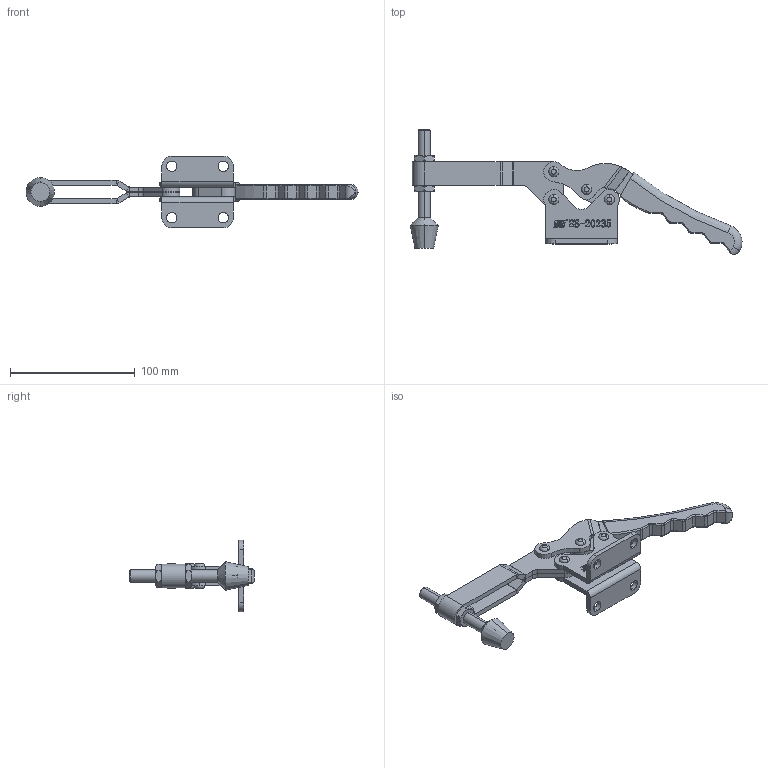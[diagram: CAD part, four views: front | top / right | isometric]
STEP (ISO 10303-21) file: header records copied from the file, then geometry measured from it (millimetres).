
FILE_DESCRIPTION (( 'STEP AP203' ), '1' );
FILE_NAME ('HS-20235 装配体.STEP', '2018-12-07T03:32:19', ( 'PCOS' ), ( '微软中国' ), 'SwSTEP 2.0', 'SolidWorks 2012', '' );
FILE_SCHEMA (( 'CONFIG_CONTROL_DESIGN' ));
Length unit declared in the file: millimetre
Products named in the file (11): HS-20235 蚾饜极; 忒參; hex thin nuts-grades ab-chamfered gb_GB_FASTENER_NUT_STNAB M10-N; hexagon head bolts-full thread gb_GB_FASTENER_BOLT_STBAB A M10X80-N; 蟀裝; 揤輸; 揤參; 种; 忒梟酘; 忒梟衵; 楊擘菁釱
Assembly tree (15 placements, depth 2):
  HS-20235 蚾饜极
    楊擘菁釱  x2
    忒梟衵
    忒梟酘
    种  x4
    揤參
    揤輸
    蟀裝
    hexagon head bolts-full thread gb_GB_FASTENER_BOLT_STBAB A M10X80-N
    hex thin nuts-grades ab-chamfered gb_GB_FASTENER_NUT_STNAB M10-N  x2
    忒參
Bounding box: 266.16 x 99.8 x 57.2 mm (x, y, z)
Volume: 97183.1 mm3; surface area: 52631.8 mm2
Topology: 15 solids, 15 shells, 1086 faces, 2832 edges, 1838 vertices
Faces by surface type: plane 499, bspline 312, cylinder 205, torus 40, cone 30
Entity records: 27827 total; most frequent: CARTESIAN_POINT 11414, ORIENTED_EDGE 3374, DIRECTION 2704, EDGE_CURVE 1687, VERTEX_POINT 1080, VECTOR 944, LINE 944, AXIS2_PLACEMENT_3D 880
